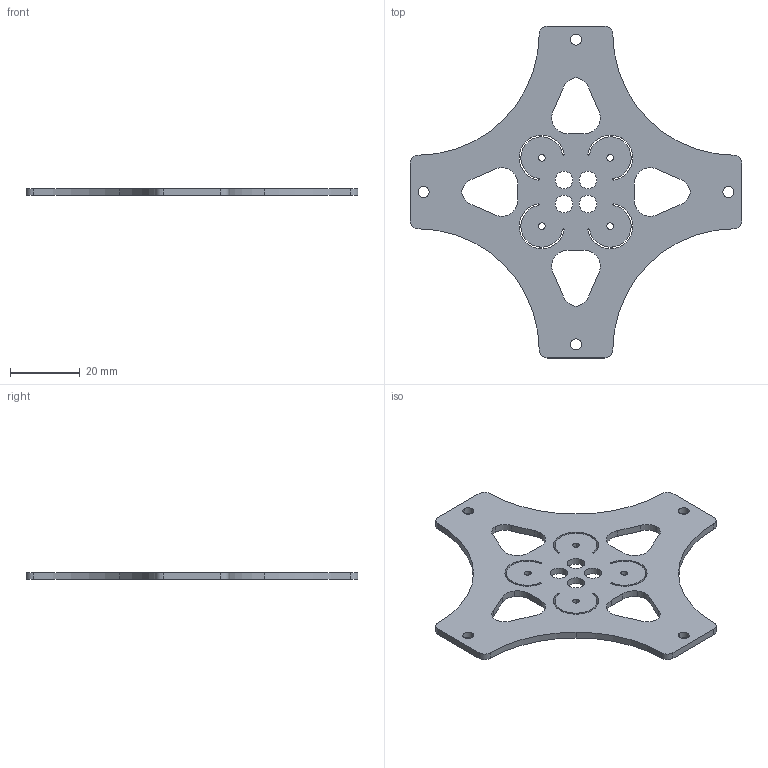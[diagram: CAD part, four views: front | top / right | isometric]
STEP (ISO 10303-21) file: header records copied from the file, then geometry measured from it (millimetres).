
FILE_DESCRIPTION(('FreeCAD Model'),'2;1');
FILE_NAME('Open CASCADE Shape Model','2025-01-11T10:30:12',(''),(''), 'Open CASCADE STEP processor 7.8','FreeCAD','Unknown');
FILE_SCHEMA(('AUTOMOTIVE_DESIGN { 1 0 10303 214 1 1 1 1 }'));
Length unit declared in the file: millimetre
Products named in the file (1): bottom plate
Bounding box: 95.06 x 95.06 x 2 mm (x, y, z)
Volume: 7520.3 mm3; surface area: 9229.8 mm2
Topology: 1 solids, 1 shells, 102 faces, 324 edges, 224 vertices
Faces by surface type: cylinder 84, plane 18
Full cylindrical faces by diameter (mm): 5 x4
Entity records: 8330 total; most frequent: CARTESIAN_POINT 1879, DIRECTION 1270, ORIENTED_EDGE 648, PCURVE 648, DEFINITIONAL_REPRESENTATION 648, LINE 584, VECTOR 584, EDGE_CURVE 324
